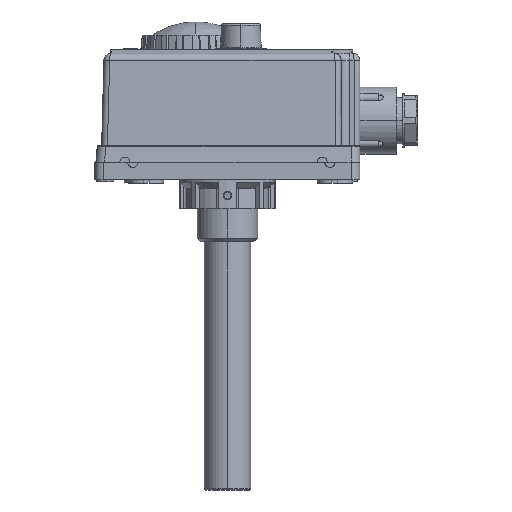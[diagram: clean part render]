
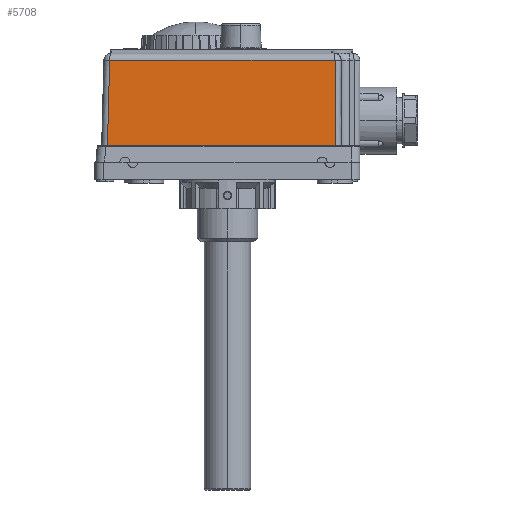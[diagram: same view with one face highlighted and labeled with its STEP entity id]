
A CAD part, left-side view. The second image highlights one B-rep face of the part: STEP entity #5708.
In plain terms, the highlighted planar face has unit normal (-1, 0, 0.026).
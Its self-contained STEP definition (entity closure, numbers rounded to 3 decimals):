
#3716=CARTESIAN_POINT('Vertex',(-50.939,-21.89,-33.)) ;
#3719=CARTESIAN_POINT('Line Origine',(-50.939,17.361,-33.)) ;
#3723=CARTESIAN_POINT('Vertex',(-50.939,56.611,-33.)) ;
#3881=CARTESIAN_POINT('Vertex',(-50.17,-21.949,-3.648)) ;
#3885=CARTESIAN_POINT('Control Point',(-50.939,-21.89,-33.)) ;
#3886=CARTESIAN_POINT('Control Point',(-50.875,-21.89,-30.545)) ;
#3887=CARTESIAN_POINT('Control Point',(-50.746,-21.892,-25.638)) ;
#3888=CARTESIAN_POINT('Control Point',(-50.554,-21.903,-18.287)) ;
#3889=CARTESIAN_POINT('Control Point',(-50.362,-21.922,-10.958)) ;
#3890=CARTESIAN_POINT('Control Point',(-50.234,-21.939,-6.081)) ;
#3891=CARTESIAN_POINT('Control Point',(-50.17,-21.949,-3.648)) ;
#5633=CARTESIAN_POINT('Line Origine',(-50.967,56.639,-34.06)) ;
#5637=CARTESIAN_POINT('Vertex',(-50.17,55.842,-3.635)) ;
#5652=CARTESIAN_POINT('Axis2P3D Location',(-50.939,58.61,-33.)) ;
#5658=CARTESIAN_POINT('Control Point',(-50.17,-21.949,-3.635)) ;
#5659=CARTESIAN_POINT('Control Point',(-50.17,-21.949,-3.637)) ;
#5660=CARTESIAN_POINT('Control Point',(-50.17,-21.949,-3.64)) ;
#5661=CARTESIAN_POINT('Control Point',(-50.17,-21.949,-3.642)) ;
#5662=CARTESIAN_POINT('Control Point',(-50.17,-21.949,-3.645)) ;
#5663=CARTESIAN_POINT('Control Point',(-50.17,-21.949,-3.648)) ;
#5664=CARTESIAN_POINT('Vertex',(-50.17,-21.949,-3.635)) ;
#5668=CARTESIAN_POINT('Control Point',(-50.17,-21.538,-3.635)) ;
#5669=CARTESIAN_POINT('Control Point',(-50.17,-21.548,-3.635)) ;
#5670=CARTESIAN_POINT('Control Point',(-50.17,-21.558,-3.634)) ;
#5671=CARTESIAN_POINT('Control Point',(-50.17,-21.568,-3.633)) ;
#5672=CARTESIAN_POINT('Control Point',(-50.17,-21.59,-3.627)) ;
#5673=CARTESIAN_POINT('Control Point',(-50.17,-21.608,-3.618)) ;
#5674=CARTESIAN_POINT('Control Point',(-50.169,-21.618,-3.612)) ;
#5675=CARTESIAN_POINT('Control Point',(-50.169,-21.639,-3.597)) ;
#5676=CARTESIAN_POINT('Control Point',(-50.169,-21.658,-3.58)) ;
#5677=CARTESIAN_POINT('Control Point',(-50.168,-21.67,-3.569)) ;
#5678=CARTESIAN_POINT('Control Point',(-50.168,-21.702,-3.542)) ;
#5679=CARTESIAN_POINT('Control Point',(-50.167,-21.738,-3.518)) ;
#5680=CARTESIAN_POINT('Control Point',(-50.167,-21.765,-3.506)) ;
#5681=CARTESIAN_POINT('Control Point',(-50.166,-21.805,-3.496)) ;
#5682=CARTESIAN_POINT('Control Point',(-50.167,-21.848,-3.502)) ;
#5683=CARTESIAN_POINT('Control Point',(-50.167,-21.861,-3.506)) ;
#5684=CARTESIAN_POINT('Control Point',(-50.167,-21.883,-3.516)) ;
#5685=CARTESIAN_POINT('Control Point',(-50.167,-21.902,-3.531)) ;
#5686=CARTESIAN_POINT('Control Point',(-50.167,-21.911,-3.539)) ;
#5687=CARTESIAN_POINT('Control Point',(-50.168,-21.928,-3.56)) ;
#5688=CARTESIAN_POINT('Control Point',(-50.169,-21.94,-3.585)) ;
#5689=CARTESIAN_POINT('Control Point',(-50.169,-21.945,-3.602)) ;
#5690=CARTESIAN_POINT('Control Point',(-50.17,-21.948,-3.618)) ;
#5691=CARTESIAN_POINT('Control Point',(-50.17,-21.949,-3.635)) ;
#5692=CARTESIAN_POINT('Vertex',(-50.17,-21.538,-3.635)) ;
#5695=CARTESIAN_POINT('Line Origine',(-50.17,17.152,-3.635)) ;
#3721=VECTOR('Line Direction',#3720,1.) ;
#5635=VECTOR('Line Direction',#5634,1.) ;
#5697=VECTOR('Line Direction',#5696,1.) ;
#3720=DIRECTION('Vector Direction',(0.,-1.,0.)) ;
#5634=DIRECTION('Vector Direction',(0.026,-0.026,0.999)) ;
#5653=DIRECTION('Axis2P3D Direction',(-1.,0.,0.026)) ;
#5654=DIRECTION('Axis2P3D XDirection',(0.,-1.,0.)) ;
#5696=DIRECTION('Vector Direction',(0.,-1.,0.)) ;
#5655=AXIS2_PLACEMENT_3D('Plane Axis2P3D',#5652,#5653,#5654) ;
#3722=LINE('Line',#3719,#3721) ;
#5636=LINE('Line',#5633,#5635) ;
#5698=LINE('Line',#5695,#5697) ;
#5656=PLANE('',#5655) ;
#3725=EDGE_CURVE('',#3724,#3717,#3722,.T.) ;
#3892=EDGE_CURVE('',#3717,#3882,#3884,.T.) ;
#5639=EDGE_CURVE('',#3724,#5638,#5636,.T.) ;
#5666=EDGE_CURVE('',#5665,#3882,#5657,.T.) ;
#5694=EDGE_CURVE('',#5693,#5665,#5667,.T.) ;
#5699=EDGE_CURVE('',#5638,#5693,#5698,.T.) ;
#5701=ORIENTED_EDGE('',*,*,#3725,.T.) ;
#5702=ORIENTED_EDGE('',*,*,#3892,.T.) ;
#5703=ORIENTED_EDGE('',*,*,#5666,.F.) ;
#5704=ORIENTED_EDGE('',*,*,#5694,.F.) ;
#5705=ORIENTED_EDGE('',*,*,#5699,.F.) ;
#5706=ORIENTED_EDGE('',*,*,#5639,.F.) ;
#5700=EDGE_LOOP('',(#5701,#5702,#5703,#5704,#5705,#5706)) ;
#3717=VERTEX_POINT('',#3716) ;
#3724=VERTEX_POINT('',#3723) ;
#3882=VERTEX_POINT('',#3881) ;
#5638=VERTEX_POINT('',#5637) ;
#5665=VERTEX_POINT('',#5664) ;
#5693=VERTEX_POINT('',#5692) ;
#5708=ADVANCED_FACE('MANIFOLD_SOLID_BREP #13209',(#5707),#5656,.T.) ;
#3884=B_SPLINE_CURVE_WITH_KNOTS('',3,(#3885,#3886,#3887,#3888,#3889,#3890,#3891),.UNSPECIFIED.,.F.,.U.,(4,1,1,1,4),(0.,7.367,14.723,22.057,29.358),.UNSPECIFIED.) ;
#5657=B_SPLINE_CURVE_WITH_KNOTS('',5,(#5658,#5659,#5660,#5661,#5662,#5663),.UNSPECIFIED.,.F.,.U.,(6,6),(0.,0.018),.UNSPECIFIED.) ;
#5667=B_SPLINE_CURVE_WITH_KNOTS('',5,(#5668,#5669,#5670,#5671,#5672,#5673,#5674,#5675,#5676,#5677,#5678,#5679,#5680,#5681,#5682,#5683,#5684,#5685,#5686,#5687,#5688,#5689,#5690,#5691),.UNSPECIFIED.,.F.,.U.,(6,3,3,3,3,3,3,6),(0.,0.061,0.142,0.265,0.483,0.573,0.645,0.746),.UNSPECIFIED.) ;
#5707=FACE_OUTER_BOUND('',#5700,.T.) ;
